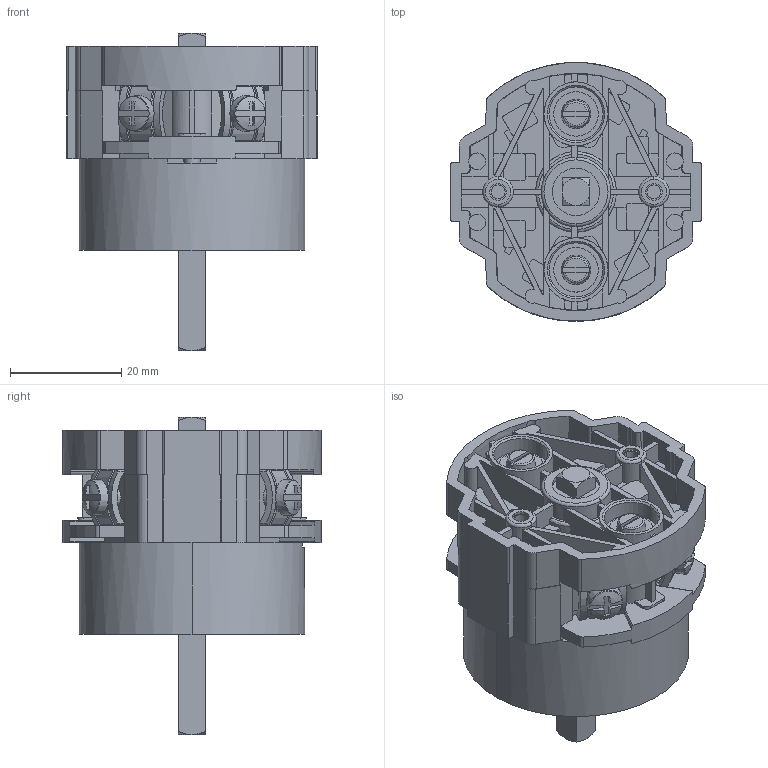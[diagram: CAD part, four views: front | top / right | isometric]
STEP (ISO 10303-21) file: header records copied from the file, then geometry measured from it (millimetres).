
FILE_DESCRIPTION((''),'2;1');
FILE_NAME('CAV2_12_26_1B_P_SW0001','2015-06-03T',('mangiapr'),(''),'PRO/ENGINEER BY PARAMETRIC TECHNOLOGY CORPORATION, 2011080','PRO/ENGINEER BY PARAMETRIC TECHNOLOGY CORPORATION, 2011080','');
FILE_SCHEMA(('CONFIG_CONTROL_DESIGN'));
Length unit declared in the file: millimetre
Products named in the file (1): CAV2_12_26_1B_P_SW0001
Bounding box: 45 x 46.5 x 57 mm (x, y, z)
Volume: 44764.4 mm3; surface area: 16667 mm2
Topology: 1 solids, 1 shells, 1033 faces, 2884 edges, 1879 vertices
Faces by surface type: plane 631, cylinder 252, cone 92, torus 42, sphere 8, bspline 8
Entity records: 35746 total; most frequent: CARTESIAN_POINT 9066, ORIENTED_EDGE 5764, DIRECTION 5396, EDGE_CURVE 2882, VERTEX_POINT 1879, AXIS2_PLACEMENT_3D 1805, VECTOR 1786, LINE 1786
